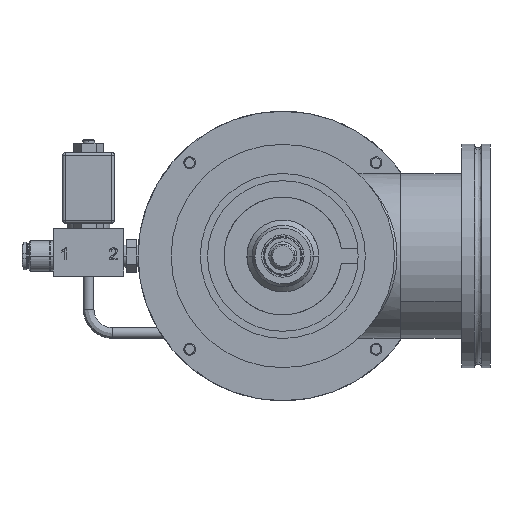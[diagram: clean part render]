
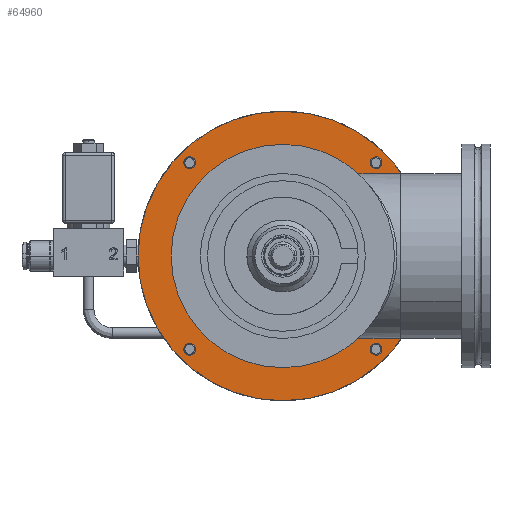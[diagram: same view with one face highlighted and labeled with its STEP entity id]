
A CAD part, left-side view. The second image highlights one B-rep face of the part: STEP entity #64960.
In plain terms, the highlighted planar face has unit normal (-1, 0, 0).
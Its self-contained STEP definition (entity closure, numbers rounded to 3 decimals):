
#379 = EDGE_CURVE ( 'NONE', #10345, #2637, #49529, .T. ) ;
#2637 = VERTEX_POINT ( 'NONE', #76351 ) ;
#3523 = AXIS2_PLACEMENT_3D ( 'NONE', #18653, #18387, #18369 ) ;
#3804 = DIRECTION ( 'NONE',  ( -1., 0., 0. ) ) ;
#4968 = CARTESIAN_POINT ( 'NONE',  ( 141.6, 0., 61.5 ) ) ;
#6178 = FACE_BOUND ( 'NONE', #42298, .T. ) ;
#7399 = EDGE_CURVE ( 'NONE', #107304, #81980, #22241, .T. ) ;
#10345 = VERTEX_POINT ( 'NONE', #43103 ) ;
#10392 = ORIENTED_EDGE ( 'NONE', *, *, #75303, .T. ) ;
#12391 = DIRECTION ( 'NONE',  ( 1., 0., 0. ) ) ;
#13029 = ORIENTED_EDGE ( 'NONE', *, *, #83284, .T. ) ;
#13787 = VERTEX_POINT ( 'NONE', #68510 ) ;
#15813 = CARTESIAN_POINT ( 'NONE',  ( 141.6, -39.598, -41.698 ) ) ;
#16518 = CARTESIAN_POINT ( 'NONE',  ( 141.6, -39.598, 39.598 ) ) ;
#16655 = AXIS2_PLACEMENT_3D ( 'NONE', #16982, #76122, #25503 ) ;
#16982 = CARTESIAN_POINT ( 'NONE',  ( 141.6, 39.598, -39.598 ) ) ;
#17090 = CARTESIAN_POINT ( 'NONE',  ( 141.6, 0., 0. ) ) ;
#18369 = DIRECTION ( 'NONE',  ( 0., 0., 1. ) ) ;
#18387 = DIRECTION ( 'NONE',  ( -1., 0., 0. ) ) ;
#18653 = CARTESIAN_POINT ( 'NONE',  ( 141.6, 0., 0. ) ) ;
#19649 = ORIENTED_EDGE ( 'NONE', *, *, #379, .T. ) ;
#20259 = CARTESIAN_POINT ( 'NONE',  ( 141.6, 0., -46.5 ) ) ;
#22241 = CIRCLE ( 'NONE', #3523, 61.5 ) ;
#23689 = DIRECTION ( 'NONE',  ( 1., 0., 0. ) ) ;
#24055 = AXIS2_PLACEMENT_3D ( 'NONE', #47781, #106578, #56219 ) ;
#24948 = ORIENTED_EDGE ( 'NONE', *, *, #100149, .T. ) ;
#25028 = DIRECTION ( 'NONE',  ( 0., 0., 1. ) ) ;
#25503 = DIRECTION ( 'NONE',  ( 0., 0., 1. ) ) ;
#25601 = DIRECTION ( 'NONE',  ( 0., 0., 1. ) ) ;
#27646 = ORIENTED_EDGE ( 'NONE', *, *, #86447, .T. ) ;
#28789 = FACE_OUTER_BOUND ( 'NONE', #43671, .T. ) ;
#29462 = CARTESIAN_POINT ( 'NONE',  ( 141.6, 0., -61.5 ) ) ;
#33213 = EDGE_CURVE ( 'NONE', #40799, #13787, #79109, .T. ) ;
#34598 = CARTESIAN_POINT ( 'NONE',  ( 141.6, -46.5, 0. ) ) ;
#35793 = AXIS2_PLACEMENT_3D ( 'NONE', #94078, #43600, #102499 ) ;
#35893 = CIRCLE ( 'NONE', #72247, 2.1 ) ;
#36282 = AXIS2_PLACEMENT_3D ( 'NONE', #63070, #12391, #71570 ) ;
#37861 = AXIS2_PLACEMENT_3D ( 'NONE', #47350, #106161, #55822 ) ;
#38563 = VERTEX_POINT ( 'NONE', #47003 ) ;
#38589 = EDGE_CURVE ( 'NONE', #87684, #38563, #80297, .T. ) ;
#39123 = EDGE_CURVE ( 'NONE', #81980, #107304, #77468, .T. ) ;
#39246 = EDGE_LOOP ( 'NONE', ( #66016, #107899 ) ) ;
#40799 = VERTEX_POINT ( 'NONE', #20259 ) ;
#40831 = EDGE_LOOP ( 'NONE', ( #13029, #55371 ) ) ;
#40993 = CARTESIAN_POINT ( 'NONE',  ( 141.6, 39.598, -39.598 ) ) ;
#41538 = EDGE_CURVE ( 'NONE', #13787, #40799, #57147, .T. ) ;
#42298 = EDGE_LOOP ( 'NONE', ( #10392, #27646 ) ) ;
#43099 = DIRECTION ( 'NONE',  ( 0., 0., 1. ) ) ;
#43103 = CARTESIAN_POINT ( 'NONE',  ( 141.6, 39.598, 37.498 ) ) ;
#43600 = DIRECTION ( 'NONE',  ( 1., 0., 0. ) ) ;
#43671 = EDGE_LOOP ( 'NONE', ( #79264, #54122 ) ) ;
#45669 = CIRCLE ( 'NONE', #35793, 2.1 ) ;
#47003 = CARTESIAN_POINT ( 'NONE',  ( 141.6, -39.598, -37.498 ) ) ;
#47350 = CARTESIAN_POINT ( 'NONE',  ( 141.6, -39.598, -39.598 ) ) ;
#47367 = EDGE_CURVE ( 'NONE', #54230, #58449, #98315, .T. ) ;
#47781 = CARTESIAN_POINT ( 'NONE',  ( 141.6, 0., 0. ) ) ;
#49433 = DIRECTION ( 'NONE',  ( 0., 0., 1. ) ) ;
#49529 = CIRCLE ( 'NONE', #92481, 2.1 ) ;
#51232 = FACE_BOUND ( 'NONE', #39246, .T. ) ;
#52464 = CIRCLE ( 'NONE', #71426, 2.1 ) ;
#54122 = ORIENTED_EDGE ( 'NONE', *, *, #39123, .T. ) ;
#54230 = VERTEX_POINT ( 'NONE', #105836 ) ;
#54491 = CARTESIAN_POINT ( 'NONE',  ( 141.6, 0., 0. ) ) ;
#55371 = ORIENTED_EDGE ( 'NONE', *, *, #38589, .T. ) ;
#55822 = DIRECTION ( 'NONE',  ( 0., 0., 1. ) ) ;
#56219 = DIRECTION ( 'NONE',  ( 0., 0., 1. ) ) ;
#56753 = VERTEX_POINT ( 'NONE', #67842 ) ;
#56954 = VERTEX_POINT ( 'NONE', #105524 ) ;
#57106 = EDGE_LOOP ( 'NONE', ( #109280, #106703 ) ) ;
#57147 = CIRCLE ( 'NONE', #90442, 46.5 ) ;
#58449 = VERTEX_POINT ( 'NONE', #101124 ) ;
#58829 = EDGE_LOOP ( 'NONE', ( #24948, #19649 ) ) ;
#59760 = PLANE ( 'NONE',  #97541 ) ;
#63022 = DIRECTION ( 'NONE',  ( 0., 0., 1. ) ) ;
#63070 = CARTESIAN_POINT ( 'NONE',  ( 141.6, -39.598, -39.598 ) ) ;
#64886 = CIRCLE ( 'NONE', #16655, 2.1 ) ;
#64960 = ADVANCED_FACE ( 'NONE', ( #73729, #28789, #51232, #96051, #6178, #93425 ), #59760, .T. ) ;
#66016 = ORIENTED_EDGE ( 'NONE', *, *, #84833, .T. ) ;
#67842 = CARTESIAN_POINT ( 'NONE',  ( 141.6, -39.598, 41.698 ) ) ;
#68510 = CARTESIAN_POINT ( 'NONE',  ( 141.6, 0., 46.5 ) ) ;
#71426 = AXIS2_PLACEMENT_3D ( 'NONE', #16518, #75658, #25028 ) ;
#71570 = DIRECTION ( 'NONE',  ( 0., 0., 1. ) ) ;
#72247 = AXIS2_PLACEMENT_3D ( 'NONE', #74319, #23689, #82803 ) ;
#73729 = FACE_BOUND ( 'NONE', #57106, .T. ) ;
#74319 = CARTESIAN_POINT ( 'NONE',  ( 141.6, -39.598, 39.598 ) ) ;
#75303 = EDGE_CURVE ( 'NONE', #56753, #56954, #35893, .T. ) ;
#75658 = DIRECTION ( 'NONE',  ( 1., 0., 0. ) ) ;
#76122 = DIRECTION ( 'NONE',  ( 1., 0., 0. ) ) ;
#76220 = DIRECTION ( 'NONE',  ( 1., 0., 0. ) ) ;
#76351 = CARTESIAN_POINT ( 'NONE',  ( 141.6, 39.598, 41.698 ) ) ;
#76824 = AXIS2_PLACEMENT_3D ( 'NONE', #54491, #3804, #63022 ) ;
#77468 = CIRCLE ( 'NONE', #76824, 61.5 ) ;
#79109 = CIRCLE ( 'NONE', #24055, 46.5 ) ;
#79264 = ORIENTED_EDGE ( 'NONE', *, *, #7399, .T. ) ;
#80297 = CIRCLE ( 'NONE', #37861, 2.1 ) ;
#81980 = VERTEX_POINT ( 'NONE', #29462 ) ;
#82803 = DIRECTION ( 'NONE',  ( 0., 0., 1. ) ) ;
#83284 = EDGE_CURVE ( 'NONE', #38563, #87684, #109423, .T. ) ;
#84833 = EDGE_CURVE ( 'NONE', #58449, #54230, #64886, .T. ) ;
#86392 = DIRECTION ( 'NONE',  ( 0., 0., 1. ) ) ;
#86447 = EDGE_CURVE ( 'NONE', #56954, #56753, #52464, .T. ) ;
#86525 = DIRECTION ( 'NONE',  ( 1., 0., 0. ) ) ;
#86544 = CARTESIAN_POINT ( 'NONE',  ( 141.6, 39.598, 39.598 ) ) ;
#87684 = VERTEX_POINT ( 'NONE', #15813 ) ;
#90442 = AXIS2_PLACEMENT_3D ( 'NONE', #17090, #76220, #25601 ) ;
#92481 = AXIS2_PLACEMENT_3D ( 'NONE', #86544, #86525, #86392 ) ;
#93425 = FACE_BOUND ( 'NONE', #58829, .T. ) ;
#93572 = DIRECTION ( 'NONE',  ( -1., 0., 0. ) ) ;
#94078 = CARTESIAN_POINT ( 'NONE',  ( 141.6, 39.598, 39.598 ) ) ;
#96051 = FACE_BOUND ( 'NONE', #40831, .T. ) ;
#97541 = AXIS2_PLACEMENT_3D ( 'NONE', #34598, #93572, #43099 ) ;
#98315 = CIRCLE ( 'NONE', #98699, 2.1 ) ;
#98699 = AXIS2_PLACEMENT_3D ( 'NONE', #40993, #99825, #49433 ) ;
#99825 = DIRECTION ( 'NONE',  ( 1., 0., 0. ) ) ;
#100149 = EDGE_CURVE ( 'NONE', #2637, #10345, #45669, .T. ) ;
#101124 = CARTESIAN_POINT ( 'NONE',  ( 141.6, 39.598, -37.498 ) ) ;
#102499 = DIRECTION ( 'NONE',  ( 0., 0., 1. ) ) ;
#105524 = CARTESIAN_POINT ( 'NONE',  ( 141.6, -39.598, 37.498 ) ) ;
#105836 = CARTESIAN_POINT ( 'NONE',  ( 141.6, 39.598, -41.698 ) ) ;
#106161 = DIRECTION ( 'NONE',  ( 1., 0., 0. ) ) ;
#106578 = DIRECTION ( 'NONE',  ( 1., 0., 0. ) ) ;
#106703 = ORIENTED_EDGE ( 'NONE', *, *, #33213, .T. ) ;
#107304 = VERTEX_POINT ( 'NONE', #4968 ) ;
#107899 = ORIENTED_EDGE ( 'NONE', *, *, #47367, .T. ) ;
#109280 = ORIENTED_EDGE ( 'NONE', *, *, #41538, .T. ) ;
#109423 = CIRCLE ( 'NONE', #36282, 2.1 ) ;
